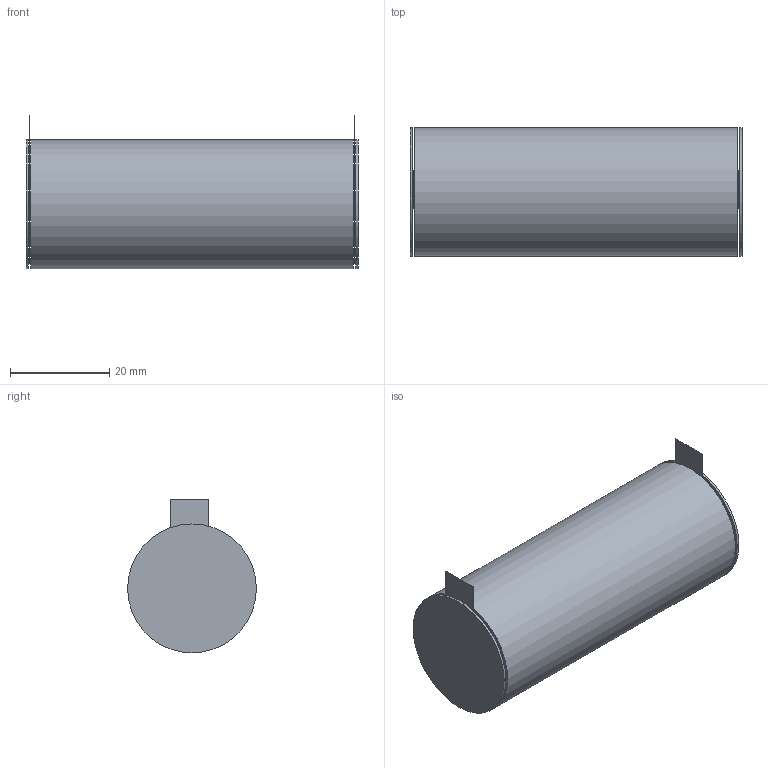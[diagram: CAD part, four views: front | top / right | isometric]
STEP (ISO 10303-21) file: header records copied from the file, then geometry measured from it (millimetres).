
FILE_DESCRIPTION(('FreeCAD Model'),'2;1');
FILE_NAME('Open CASCADE Shape Model','2025-04-26T12:32:03',(''),(''), 'Open CASCADE STEP processor 7.8','FreeCAD','Unknown');
FILE_SCHEMA(('AUTOMOTIVE_DESIGN { 1 0 10303 214 1 1 1 1 }'));
Length unit declared in the file: millimetre
Products named in the file (6): 26650-BATTERY; battery; fishpaper1; fishpaper2; nickel-strip1; nickel-strip2
Assembly tree (5 placements, depth 2):
  26650-BATTERY
    battery
    fishpaper1
    fishpaper2
    nickel-strip1
    nickel-strip2
Bounding box: 67 x 26 x 31 mm (x, y, z)
Volume: 35087.5 mm3; surface area: 9515.6 mm2
Topology: 5 solids, 5 shells, 21 faces, 33 edges, 22 vertices
Faces by surface type: plane 18, cylinder 3
Full cylindrical faces by diameter (mm): 26 x3
Entity records: 619 total; most frequent: DIRECTION 93, CARTESIAN_POINT 82, ORIENTED_EDGE 66, AXIS2_PLACEMENT_3D 33, EDGE_CURVE 33, LINE 27, VECTOR 27, VERTEX_POINT 22
